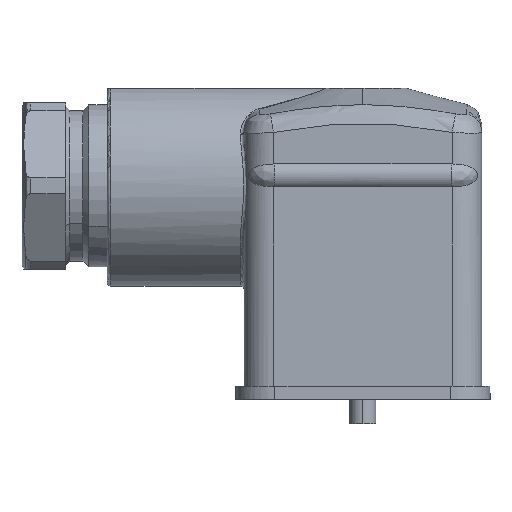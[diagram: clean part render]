
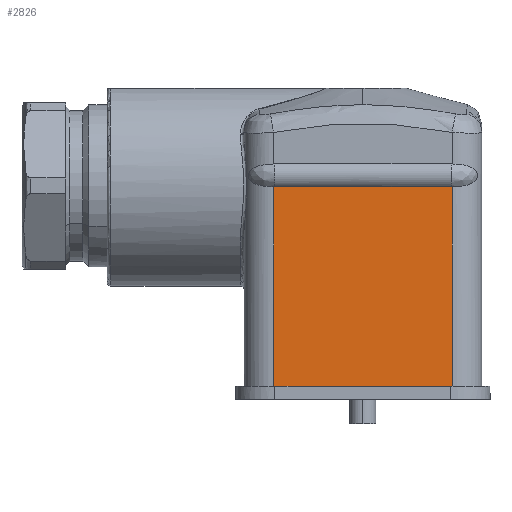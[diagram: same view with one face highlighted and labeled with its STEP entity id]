
A CAD part, left-side view. The second image highlights one B-rep face of the part: STEP entity #2826.
In plain terms, the highlighted planar face has unit normal (-1, 0, 0).
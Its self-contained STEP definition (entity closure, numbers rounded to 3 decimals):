
#2816=AXIS2_PLACEMENT_3D('Plane Axis2P3D',#2813,#2814,#2815) ;
#1964=CARTESIAN_POINT('Vertex',(0.95,4.35,4.31)) ;
#2012=CARTESIAN_POINT('Vertex',(0.95,4.35,27.179)) ;
#2015=CARTESIAN_POINT('Line Origine',(0.95,4.35,38.5)) ;
#2375=CARTESIAN_POINT('Vertex',(0.95,24.85,4.31)) ;
#2380=CARTESIAN_POINT('Line Origine',(0.95,24.85,38.5)) ;
#2384=CARTESIAN_POINT('Vertex',(0.95,24.85,27.179)) ;
#2620=CARTESIAN_POINT('Line Origine',(0.95,14.6,4.31)) ;
#2743=CARTESIAN_POINT('Vertex',(0.95,24.75,27.177)) ;
#2747=CARTESIAN_POINT('Control Point',(0.95,24.85,27.179)) ;
#2748=CARTESIAN_POINT('Control Point',(0.95,24.817,27.178)) ;
#2749=CARTESIAN_POINT('Control Point',(0.95,24.783,27.177)) ;
#2750=CARTESIAN_POINT('Control Point',(0.95,24.75,27.177)) ;
#2764=CARTESIAN_POINT('Line Origine',(0.95,24.75,27.177)) ;
#2768=CARTESIAN_POINT('Vertex',(0.95,4.45,27.177)) ;
#2801=CARTESIAN_POINT('Control Point',(0.95,4.45,27.177)) ;
#2802=CARTESIAN_POINT('Control Point',(0.95,4.417,27.177)) ;
#2803=CARTESIAN_POINT('Control Point',(0.95,4.383,27.178)) ;
#2804=CARTESIAN_POINT('Control Point',(0.95,4.35,27.179)) ;
#2813=CARTESIAN_POINT('Axis2P3D Location',(0.95,0.95,38.5)) ;
#2016=DIRECTION('Vector Direction',(0.,0.,-1.)) ;
#2381=DIRECTION('Vector Direction',(0.,0.,-1.)) ;
#2621=DIRECTION('Vector Direction',(0.,1.,0.)) ;
#2765=DIRECTION('Vector Direction',(0.,-1.,0.)) ;
#2814=DIRECTION('Axis2P3D Direction',(-1.,0.,0.)) ;
#2815=DIRECTION('Axis2P3D XDirection',(0.,0.,1.)) ;
#2017=VECTOR('Line Direction',#2016,1.) ;
#2382=VECTOR('Line Direction',#2381,1.) ;
#2622=VECTOR('Line Direction',#2621,1.) ;
#2766=VECTOR('Line Direction',#2765,1.) ;
#2819=ORIENTED_EDGE('',*,*,#2624,.F.) ;
#2820=ORIENTED_EDGE('',*,*,#2019,.T.) ;
#2821=ORIENTED_EDGE('',*,*,#2805,.F.) ;
#2822=ORIENTED_EDGE('',*,*,#2770,.F.) ;
#2823=ORIENTED_EDGE('',*,*,#2751,.F.) ;
#2824=ORIENTED_EDGE('',*,*,#2386,.T.) ;
#2826=ADVANCED_FACE('Hauptkoerper',(#2825),#2817,.T.) ;
#2746=B_SPLINE_CURVE_WITH_KNOTS('',3,(#2747,#2748,#2749,#2750),.UNSPECIFIED.,.F.,.U.,(4,4),(0.,0.172),.UNSPECIFIED.) ;
#2800=B_SPLINE_CURVE_WITH_KNOTS('',3,(#2801,#2802,#2803,#2804),.UNSPECIFIED.,.F.,.U.,(4,4),(0.,0.172),.UNSPECIFIED.) ;
#2019=EDGE_CURVE('',#1965,#2013,#2018,.F.) ;
#2386=EDGE_CURVE('',#2385,#2376,#2383,.T.) ;
#2624=EDGE_CURVE('',#1965,#2376,#2623,.T.) ;
#2751=EDGE_CURVE('',#2385,#2744,#2746,.T.) ;
#2770=EDGE_CURVE('',#2744,#2769,#2767,.T.) ;
#2805=EDGE_CURVE('',#2769,#2013,#2800,.T.) ;
#2818=EDGE_LOOP('',(#2819,#2820,#2821,#2822,#2823,#2824)) ;
#2825=FACE_OUTER_BOUND('',#2818,.T.) ;
#2018=LINE('Line',#2015,#2017) ;
#2383=LINE('Line',#2380,#2382) ;
#2623=LINE('Line',#2620,#2622) ;
#2767=LINE('Line',#2764,#2766) ;
#2817=PLANE('',#2816) ;
#1965=VERTEX_POINT('',#1964) ;
#2013=VERTEX_POINT('',#2012) ;
#2376=VERTEX_POINT('',#2375) ;
#2385=VERTEX_POINT('',#2384) ;
#2744=VERTEX_POINT('',#2743) ;
#2769=VERTEX_POINT('',#2768) ;
